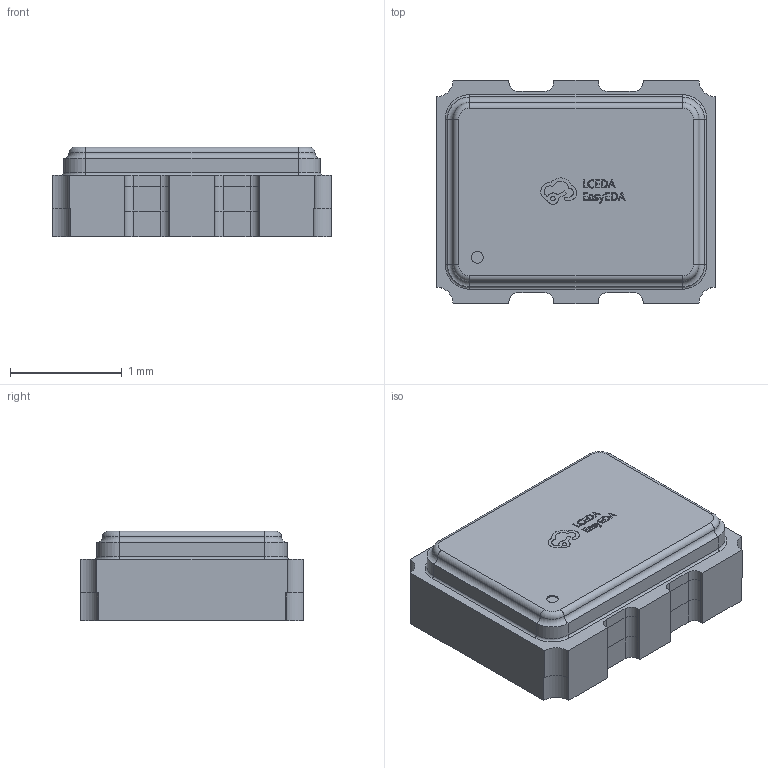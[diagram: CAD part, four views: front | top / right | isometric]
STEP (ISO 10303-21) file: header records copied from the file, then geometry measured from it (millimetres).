
FILE_DESCRIPTION (( 'STEP AP214' ), '1' );
FILE_NAME ('OSC-SMD_4P-L2.5-W2.0-BL_KT2520F32000ACW28T.step', '2022-07-07T03:18:37', ( '' ), ( '' ), 'SwSTEP 2.0', 'SolidWorks 2020', '' );
FILE_SCHEMA (( 'AUTOMOTIVE_DESIGN' ));
Length unit declared in the file: millimetre
Products named in the file (1): OSC-SMD_4P-L2.5-W2.0-BL_KT2520F32000ACW28T
Bounding box: 2.5 x 2 x 0.8 mm (x, y, z)
Volume: 3.6 mm3; surface area: 16.2 mm2
Topology: 1 solids, 1 shells, 423 faces, 1139 edges, 746 vertices
Faces by surface type: plane 245, bspline 112, cylinder 54, torus 12
Entity records: 18397 total; most frequent: CARTESIAN_POINT 4413, ORIENTED_EDGE 2278, DIRECTION 1647, EDGE_CURVE 1139, LINE 799, VECTOR 799, VERTEX_POINT 746, EDGE_LOOP 451
